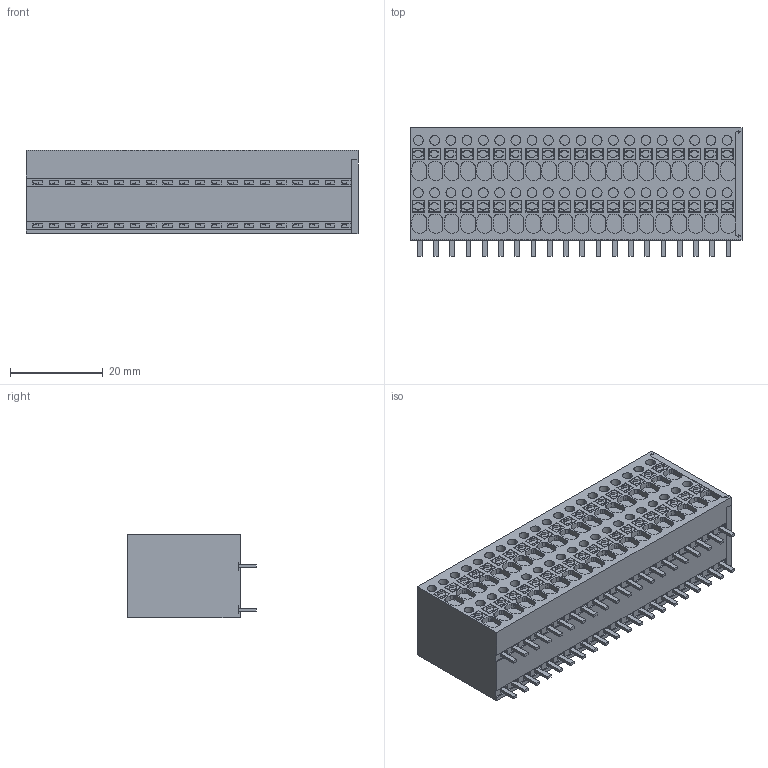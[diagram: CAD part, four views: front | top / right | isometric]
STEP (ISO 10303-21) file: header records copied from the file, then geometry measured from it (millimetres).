
FILE_DESCRIPTION(('CATIA V5R24 STEP','CAx-IF Rec.Pracs.--- Model Styling and Organization---1.2---2011-12-15'),'2;1');
FILE_NAME ('D1461300_0_2001120000_2001120000.stp','2017-04-11T08:53:07+00:00',('none'),('Weidmueller'),'CATIA Version 5-6 Release 2014 SP4 HF52','CATIA V5 STEP AP214','none');
FILE_SCHEMA(('AUTOMOTIVE_DESIGN { 1 0 10303 214 1 1 1 1 }'));
Products named in the file (1): 2001120000_S
Bounding box: 71.5 x 27.7 x 18 mm (x, y, z)
Volume: 30131.5 mm3; surface area: 11309.2 mm2
Topology: 81 solids, 81 shells, 1896 faces, 4772 edges, 3190 vertices
Faces by surface type: plane 1416, cylinder 320, cone 160
Entity records: 56987 total; most frequent: CARTESIAN_POINT 13392, ORIENTED_EDGE 9544, DIRECTION 7009, EDGE_CURVE 4772, VECTOR 3652, LINE 3652, VERTEX_POINT 3190, EDGE_LOOP 2052
